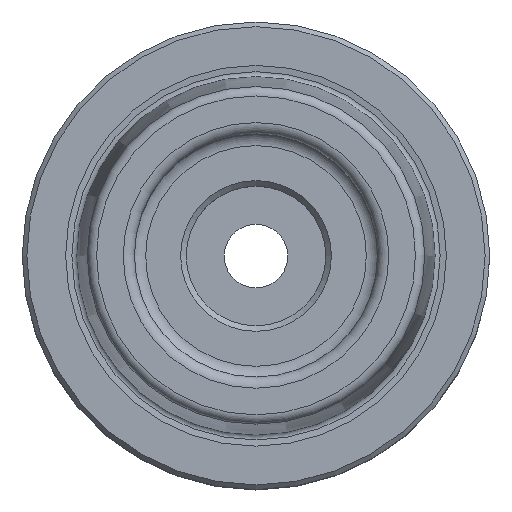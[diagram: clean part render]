
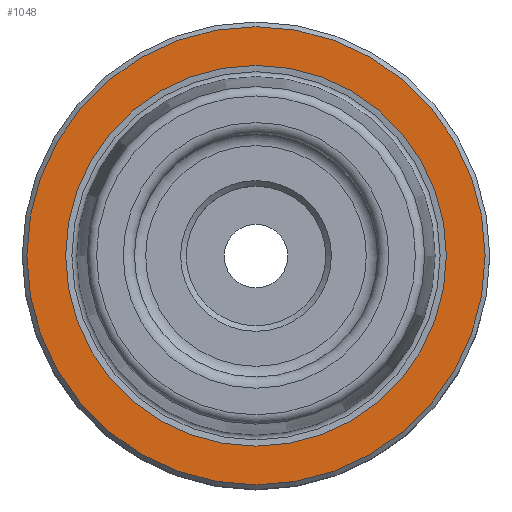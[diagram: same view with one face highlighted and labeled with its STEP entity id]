
A CAD part, top view. The second image highlights one B-rep face of the part: STEP entity #1048.
In plain terms, the highlighted planar face has unit normal (0, 0, 1).
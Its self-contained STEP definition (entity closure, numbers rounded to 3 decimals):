
#116=ORIENTED_EDGE('',*,*,#216,.T.);
#117=ORIENTED_EDGE('',*,*,#215,.F.);
#215=EDGE_CURVE('',#274,#274,#333,.T.);
#216=EDGE_CURVE('',#275,#275,#334,.T.);
#274=VERTEX_POINT('',#1524);
#275=VERTEX_POINT('',#1527);
#333=CIRCLE('',#1139,20.358);
#334=CIRCLE('',#1141,24.5);
#411=EDGE_LOOP('',(#116));
#412=EDGE_LOOP('',(#117));
#529=FACE_BOUND('',#411,.T.);
#530=FACE_BOUND('',#412,.T.);
#606=PLANE('',#1140);
#1048=ADVANCED_FACE('',(#529,#530),#606,.T.);
#1139=AXIS2_PLACEMENT_3D('',#1523,#1309,#1310);
#1140=AXIS2_PLACEMENT_3D('',#1525,#1311,#1312);
#1141=AXIS2_PLACEMENT_3D('',#1526,#1313,#1314);
#1309=DIRECTION('',(0.,0.,1.));
#1310=DIRECTION('',(1.,0.,0.));
#1311=DIRECTION('',(0.,0.,1.));
#1312=DIRECTION('',(1.,0.,0.));
#1313=DIRECTION('',(0.,0.,1.));
#1314=DIRECTION('',(1.,0.,0.));
#1523=CARTESIAN_POINT('',(0.,0.,0.));
#1524=CARTESIAN_POINT('',(20.358,0.,0.));
#1525=CARTESIAN_POINT('',(20.358,0.,0.));
#1526=CARTESIAN_POINT('',(0.,0.,0.));
#1527=CARTESIAN_POINT('',(24.5,0.,0.));
